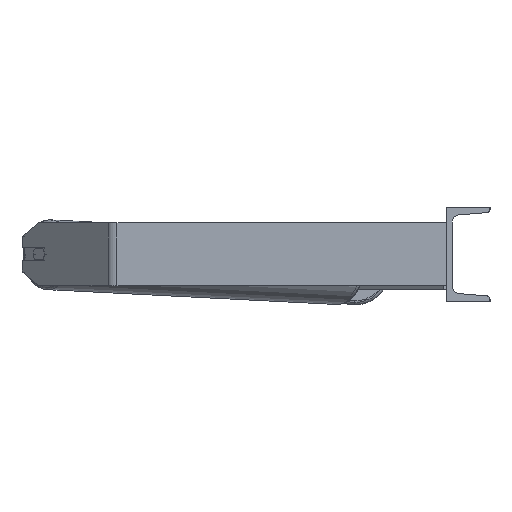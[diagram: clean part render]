
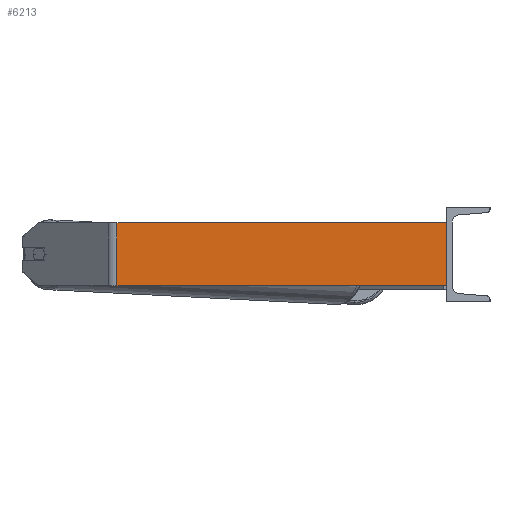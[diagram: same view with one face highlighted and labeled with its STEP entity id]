
A CAD part, left-side view. The second image highlights one B-rep face of the part: STEP entity #6213.
In plain terms, the highlighted planar face has unit normal (-1, 0, 0).
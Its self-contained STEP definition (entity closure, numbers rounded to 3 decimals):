
#977 = EDGE_CURVE ( 'NONE', #5370, #3937, #2839, .T. ) ;
#1334 = CARTESIAN_POINT ( 'NONE',  ( -785., 426.202, 40. ) ) ;
#1541 = LINE ( 'NONE', #6458, #3532 ) ;
#2067 = CARTESIAN_POINT ( 'NONE',  ( -785., 0., 40. ) ) ;
#2325 = DIRECTION ( 'NONE',  ( 0., 0., -1. ) ) ;
#2514 = VECTOR ( 'NONE', #6968, 1000. ) ;
#2839 = LINE ( 'NONE', #3136, #3095 ) ;
#3095 = VECTOR ( 'NONE', #3238, 1000. ) ;
#3136 = CARTESIAN_POINT ( 'NONE',  ( -785., 426.202, -40. ) ) ;
#3238 = DIRECTION ( 'NONE',  ( 0., -1., 0. ) ) ;
#3381 = EDGE_CURVE ( 'NONE', #6775, #5370, #1541, .T. ) ;
#3428 = DIRECTION ( 'NONE',  ( 1., 0., 0. ) ) ;
#3516 = DIRECTION ( 'NONE',  ( 0., 1., 0. ) ) ;
#3532 = VECTOR ( 'NONE', #2325, 1000. ) ;
#3540 = LINE ( 'NONE', #2067, #2514 ) ;
#3829 = AXIS2_PLACEMENT_3D ( 'NONE', #1334, #3428, #3516 ) ;
#3937 = VERTEX_POINT ( 'NONE', #7736 ) ;
#4344 = LINE ( 'NONE', #4438, #5345 ) ;
#4438 = CARTESIAN_POINT ( 'NONE',  ( -785., 426.202, 40. ) ) ;
#4934 = ORIENTED_EDGE ( 'NONE', *, *, #3381, .T. ) ;
#5093 = ORIENTED_EDGE ( 'NONE', *, *, #8977, .F. ) ;
#5345 = VECTOR ( 'NONE', #8423, 1000. ) ;
#5370 = VERTEX_POINT ( 'NONE', #6389 ) ;
#6105 = ORIENTED_EDGE ( 'NONE', *, *, #977, .T. ) ;
#6213 = ADVANCED_FACE ( 'NONE', ( #7675 ), #9008, .F. ) ;
#6389 = CARTESIAN_POINT ( 'NONE',  ( -785., 419.575, -40. ) ) ;
#6458 = CARTESIAN_POINT ( 'NONE',  ( -785., 419.575, 40. ) ) ;
#6775 = VERTEX_POINT ( 'NONE', #8402 ) ;
#6812 = EDGE_CURVE ( 'NONE', #8585, #3937, #3540, .T. ) ;
#6968 = DIRECTION ( 'NONE',  ( 0., 0., -1. ) ) ;
#7238 = EDGE_LOOP ( 'NONE', ( #6105, #8743, #5093, #4934 ) ) ;
#7675 = FACE_OUTER_BOUND ( 'NONE', #7238, .T. ) ;
#7736 = CARTESIAN_POINT ( 'NONE',  ( -785., 0., -40. ) ) ;
#8402 = CARTESIAN_POINT ( 'NONE',  ( -785., 419.575, 40. ) ) ;
#8423 = DIRECTION ( 'NONE',  ( 0., -1., 0. ) ) ;
#8488 = CARTESIAN_POINT ( 'NONE',  ( -785., 0., 40. ) ) ;
#8585 = VERTEX_POINT ( 'NONE', #8488 ) ;
#8743 = ORIENTED_EDGE ( 'NONE', *, *, #6812, .F. ) ;
#8977 = EDGE_CURVE ( 'NONE', #6775, #8585, #4344, .T. ) ;
#9008 = PLANE ( 'NONE',  #3829 ) ;
